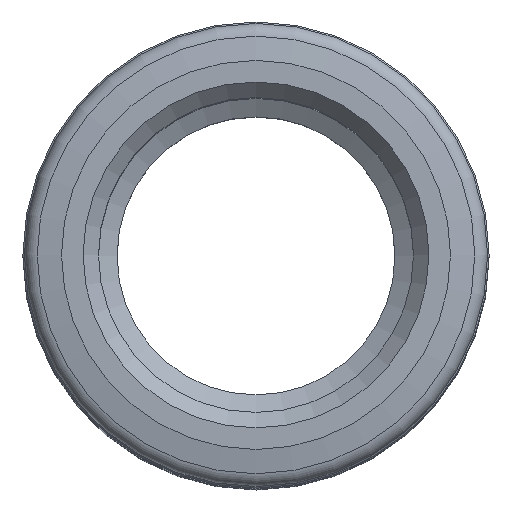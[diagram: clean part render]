
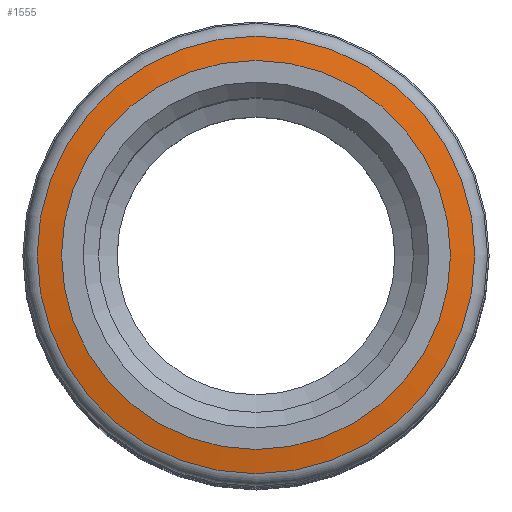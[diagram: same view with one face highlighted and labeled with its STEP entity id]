
A CAD part, top view. The second image highlights one B-rep face of the part: STEP entity #1555.
In plain terms, the highlighted conical face has half-angle 80 degrees and reference radius 7.087 mm.
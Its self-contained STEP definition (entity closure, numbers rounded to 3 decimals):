
#576=CONICAL_SURFACE('',#1463,7.087,80.);
#642=ORIENTED_EDGE('',*,*,#814,.T.);
#643=ORIENTED_EDGE('',*,*,#813,.F.);
#713=CIRCLE('',#1462,7.087);
#714=CIRCLE('',#1464,6.3);
#763=VERTEX_POINT('',#1335);
#764=VERTEX_POINT('',#1338);
#813=EDGE_CURVE('',#763,#763,#713,.T.);
#814=EDGE_CURVE('',#764,#764,#714,.T.);
#892=EDGE_LOOP('',(#642));
#893=EDGE_LOOP('',(#643));
#992=FACE_BOUND('',#892,.T.);
#993=FACE_BOUND('',#893,.T.);
#1154=DIRECTION('',(0.,-1.,0.));
#1155=DIRECTION('',(-7.087,0.,0.));
#1156=DIRECTION('',(0.,-1.,0.));
#1157=DIRECTION('',(-1.,0.,0.));
#1158=DIRECTION('',(0.,-1.,0.));
#1159=DIRECTION('',(-6.3,0.,0.));
#1335=CARTESIAN_POINT('',(79.032,121.264,0.));
#1336=CARTESIAN_POINT('',(86.119,121.264,0.));
#1337=CARTESIAN_POINT('',(86.119,121.264,0.));
#1338=CARTESIAN_POINT('',(79.819,121.403,0.));
#1339=CARTESIAN_POINT('',(86.119,121.403,0.));
#1462=AXIS2_PLACEMENT_3D('',#1336,#1154,#1155);
#1463=AXIS2_PLACEMENT_3D('',#1337,#1156,#1157);
#1464=AXIS2_PLACEMENT_3D('',#1339,#1158,#1159);
#1555=ADVANCED_FACE('',(#992,#993),#576,.T.);
